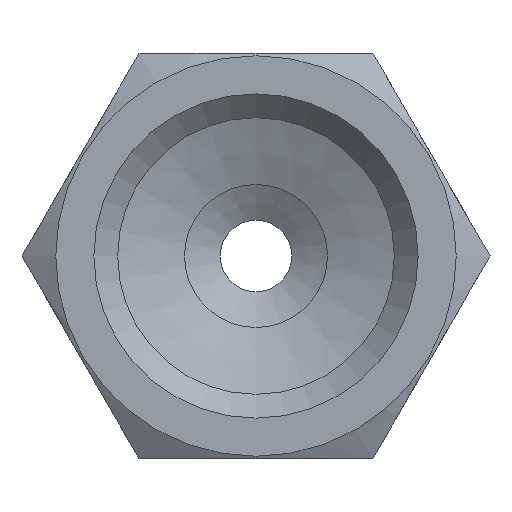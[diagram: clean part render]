
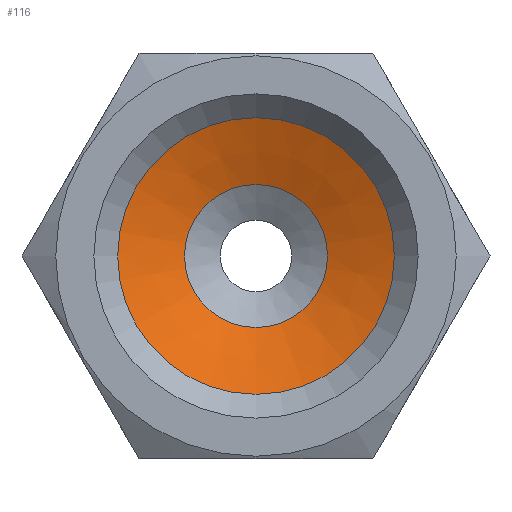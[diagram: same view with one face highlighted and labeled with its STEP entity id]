
A CAD part, front view. The second image highlights one B-rep face of the part: STEP entity #116.
In plain terms, the highlighted conical face has half-angle 68 degrees and reference radius 5.8 mm.
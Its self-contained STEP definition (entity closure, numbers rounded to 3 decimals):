
#116 = ADVANCED_FACE( 'NONE', ( #251, #252 ), #253, .F. );
#251 = FACE_OUTER_BOUND( '', #400, .T. );
#252 = FACE_BOUND( '', #401, .T. );
#253 = CONICAL_SURFACE( '', #402, 5.8, 1.187 );
#400 = EDGE_LOOP( '', ( #670 ) );
#401 = EDGE_LOOP( '', ( #671 ) );
#402 = AXIS2_PLACEMENT_3D( '', #672, #673, #674 );
#670 = ORIENTED_EDGE( '', *, *, #878, .T. );
#671 = ORIENTED_EDGE( '', *, *, #879, .F. );
#672 = CARTESIAN_POINT( '', ( 0., 12.5, 0. ) );
#673 = DIRECTION( '', ( 0., -1., 0. ) );
#674 = DIRECTION( '', ( 0., 0., -1. ) );
#878 = EDGE_CURVE( 'NONE', #1060, #1060, #1061, .T. );
#879 = EDGE_CURVE( 'NONE', #1062, #1062, #1063, .T. );
#1060 = VERTEX_POINT( '', #1435 );
#1061 = CIRCLE( '', #1436, 5.8 );
#1062 = VERTEX_POINT( '', #1437 );
#1063 = CIRCLE( '', #1438, 3. );
#1435 = CARTESIAN_POINT( '', ( 0., 12.5, -5.8 ) );
#1436 = AXIS2_PLACEMENT_3D( '', #1562, #1563, #1564 );
#1437 = CARTESIAN_POINT( '', ( 0., 13.631, -3. ) );
#1438 = AXIS2_PLACEMENT_3D( '', #1565, #1566, #1567 );
#1562 = CARTESIAN_POINT( '', ( 0., 12.5, 0. ) );
#1563 = DIRECTION( '', ( 0., -1., 0. ) );
#1564 = DIRECTION( '', ( 0., 0., -1. ) );
#1565 = CARTESIAN_POINT( '', ( 0., 13.631, 0. ) );
#1566 = DIRECTION( '', ( 0., -1., 0. ) );
#1567 = DIRECTION( '', ( 0., 0., -1. ) );
